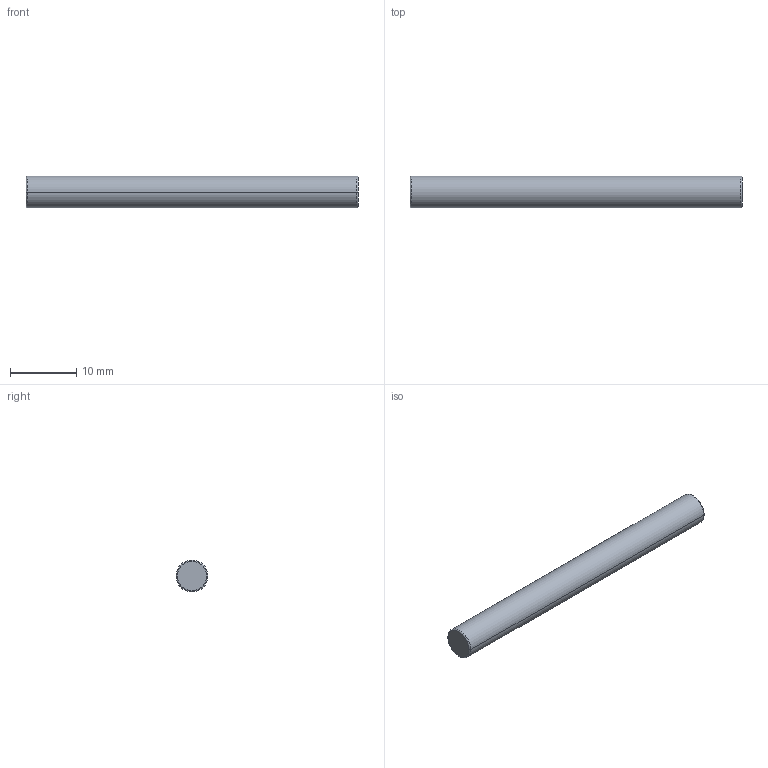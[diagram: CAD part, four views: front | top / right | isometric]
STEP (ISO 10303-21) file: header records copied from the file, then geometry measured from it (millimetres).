
FILE_DESCRIPTION(('CATIA V5 STEP Exchange'),'2;1');
FILE_NAME('Axe_Pivot.stp','2019-06-18T07:41:11+00:00',('none'),('none'),'CATIA Version 5-6 Release 2015 SP4 HF8','CATIA V5 STEP AP203','none');
FILE_SCHEMA(('CONFIG_CONTROL_DESIGN'));
Length unit declared in the file: millimetre
Products named in the file (1): Axe_Pivot
Bounding box: 50 x 4.8 x 4.8 mm (x, y, z)
Volume: 904.5 mm3; surface area: 787.5 mm2
Topology: 1 solids, 1 shells, 8 faces, 14 edges, 8 vertices
Faces by surface type: torus 4, cylinder 2, plane 2
Entity records: 222 total; most frequent: CARTESIAN_POINT 30, DIRECTION 28, ORIENTED_EDGE 28, AXIS2_PLACEMENT_3D 20, EDGE_CURVE 14, CIRCLE 12, ADVANCED_FACE 8, EDGE_LOOP 8
